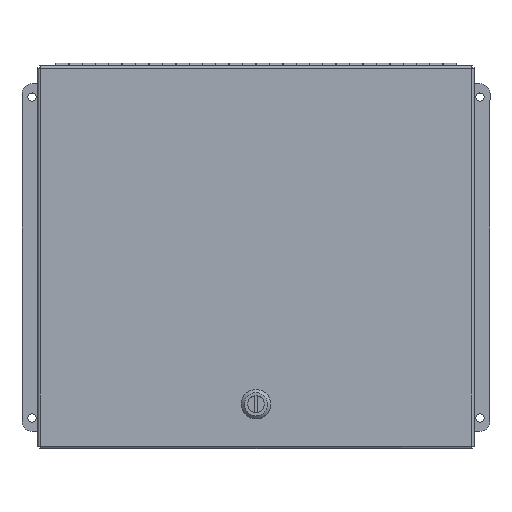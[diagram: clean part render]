
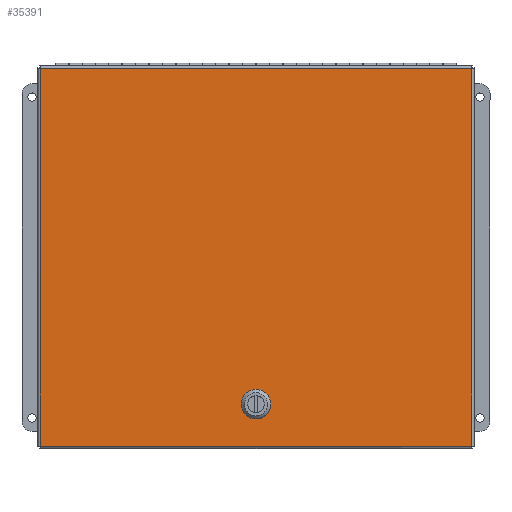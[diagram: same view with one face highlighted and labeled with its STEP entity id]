
A CAD part, top view. The second image highlights one B-rep face of the part: STEP entity #35391.
In plain terms, the highlighted planar face has unit normal (0, 0, 1).
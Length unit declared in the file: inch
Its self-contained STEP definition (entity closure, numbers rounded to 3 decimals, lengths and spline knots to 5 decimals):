
#495 = CARTESIAN_POINT ( 'NONE',  ( 4.06175, -10.06065, 3.3425 ) ) ;
#567 = DIRECTION ( 'NONE',  ( 0., -1., 0. ) ) ;
#1308 = VERTEX_POINT ( 'NONE', #15083 ) ;
#1813 = ORIENTED_EDGE ( 'NONE', *, *, #3935, .F. ) ;
#2317 = CARTESIAN_POINT ( 'NONE',  ( -4.20616, -8.0939, 3.3425 ) ) ;
#2694 = DIRECTION ( 'NONE',  ( 0., 0., -1. ) ) ;
#3295 = CARTESIAN_POINT ( 'NONE',  ( -4., -2.9989, 3.3425 ) ) ;
#3545 = CIRCLE ( 'NONE', #14875, 0.45 ) ;
#3665 = CARTESIAN_POINT ( 'NONE',  ( -4., -8.4939, 3.3425 ) ) ;
#3799 = EDGE_CURVE ( 'NONE', #1308, #43565, #33757, .T. ) ;
#3935 = EDGE_CURVE ( 'NONE', #29255, #7796, #43990, .T. ) ;
#4458 = EDGE_CURVE ( 'NONE', #38190, #29255, #9659, .T. ) ;
#4516 = CARTESIAN_POINT ( 'NONE',  ( -4.20616, -8.0939, 3.3425 ) ) ;
#4767 = CARTESIAN_POINT ( 'NONE',  ( -4.4, -8.70006, 3.3425 ) ) ;
#5117 = EDGE_CURVE ( 'NONE', #7796, #19016, #36750, .T. ) ;
#5515 = VECTOR ( 'NONE', #36564, 39.37008 ) ;
#6132 = EDGE_CURVE ( 'NONE', #43565, #27489, #12949, .T. ) ;
#6650 = ORIENTED_EDGE ( 'NONE', *, *, #5117, .F. ) ;
#6740 = EDGE_CURVE ( 'NONE', #11450, #13750, #16635, .T. ) ;
#6788 = CARTESIAN_POINT ( 'NONE',  ( -3.79384, -8.8939, 3.3425 ) ) ;
#7329 = CARTESIAN_POINT ( 'NONE',  ( 4.06175, 4.06285, 3.3425 ) ) ;
#7342 = ORIENTED_EDGE ( 'NONE', *, *, #6740, .T. ) ;
#7796 = VERTEX_POINT ( 'NONE', #7329 ) ;
#8036 = DIRECTION ( 'NONE',  ( 0., 0., -1. ) ) ;
#8308 = ORIENTED_EDGE ( 'NONE', *, *, #3799, .T. ) ;
#8638 = ORIENTED_EDGE ( 'NONE', *, *, #4458, .F. ) ;
#8765 = ORIENTED_EDGE ( 'NONE', *, *, #41034, .T. ) ;
#9225 = FACE_BOUND ( 'NONE', #31818, .T. ) ;
#9387 = CARTESIAN_POINT ( 'NONE',  ( -3.79384, -8.8939, 3.3425 ) ) ;
#9659 = LINE ( 'NONE', #44339, #40706 ) ;
#9996 = DIRECTION ( 'NONE',  ( 0., -1., 0. ) ) ;
#10602 = CARTESIAN_POINT ( 'NONE',  ( 4.06175, -2.9989, 3.3425 ) ) ;
#10964 = VERTEX_POINT ( 'NONE', #44798 ) ;
#11229 = ORIENTED_EDGE ( 'NONE', *, *, #6132, .T. ) ;
#11450 = VERTEX_POINT ( 'NONE', #13067 ) ;
#11513 = EDGE_CURVE ( 'NONE', #43079, #11450, #17923, .T. ) ;
#12262 = DIRECTION ( 'NONE',  ( -1., 0., 0. ) ) ;
#12500 = VECTOR ( 'NONE', #12262, 39.37008 ) ;
#12949 = LINE ( 'NONE', #4516, #13512 ) ;
#13067 = CARTESIAN_POINT ( 'NONE',  ( -4.20616, -8.8939, 3.3425 ) ) ;
#13387 = VERTEX_POINT ( 'NONE', #24585 ) ;
#13512 = VECTOR ( 'NONE', #15095, 39.37008 ) ;
#13718 = ORIENTED_EDGE ( 'NONE', *, *, #36280, .T. ) ;
#13750 = VERTEX_POINT ( 'NONE', #4767 ) ;
#13776 = LINE ( 'NONE', #18029, #28548 ) ;
#13812 = CARTESIAN_POINT ( 'NONE',  ( -4., 4.06285, 3.3425 ) ) ;
#14502 = EDGE_LOOP ( 'NONE', ( #6650, #1813, #8638, #45129 ) ) ;
#14875 = AXIS2_PLACEMENT_3D ( 'NONE', #22511, #8036, #18511 ) ;
#15083 = CARTESIAN_POINT ( 'NONE',  ( -4.4, -8.28774, 3.3425 ) ) ;
#15095 = DIRECTION ( 'NONE',  ( 1., 0., 0. ) ) ;
#15886 = LINE ( 'NONE', #38679, #39386 ) ;
#16114 = AXIS2_PLACEMENT_3D ( 'NONE', #26013, #18792, #29487 ) ;
#16635 = CIRCLE ( 'NONE', #32953, 0.45 ) ;
#16861 = ORIENTED_EDGE ( 'NONE', *, *, #11513, .T. ) ;
#16907 = LINE ( 'NONE', #33836, #5515 ) ;
#17540 = DIRECTION ( 'NONE',  ( 0., -1., 0. ) ) ;
#17741 = AXIS2_PLACEMENT_3D ( 'NONE', #3295, #23846, #20931 ) ;
#17923 = LINE ( 'NONE', #9387, #12500 ) ;
#18029 = CARTESIAN_POINT ( 'NONE',  ( -4., -10.06065, 3.3425 ) ) ;
#18511 = DIRECTION ( 'NONE',  ( 0., -1., 0. ) ) ;
#18792 = DIRECTION ( 'NONE',  ( 0., 0., -1. ) ) ;
#19016 = VERTEX_POINT ( 'NONE', #495 ) ;
#20331 = PLANE ( 'NONE',  #17741 ) ;
#20931 = DIRECTION ( 'NONE',  ( 0., -1., 0. ) ) ;
#21263 = DIRECTION ( 'NONE',  ( -1., 0., 0. ) ) ;
#22511 = CARTESIAN_POINT ( 'NONE',  ( -4., -8.4939, 3.3425 ) ) ;
#23128 = VECTOR ( 'NONE', #17540, 39.37008 ) ;
#23276 = DIRECTION ( 'NONE',  ( 0., 0., -1. ) ) ;
#23846 = DIRECTION ( 'NONE',  ( 0., 0., -1. ) ) ;
#24585 = CARTESIAN_POINT ( 'NONE',  ( -3.6, -8.70006, 3.3425 ) ) ;
#26013 = CARTESIAN_POINT ( 'NONE',  ( -4., -8.4939, 3.3425 ) ) ;
#26296 = EDGE_CURVE ( 'NONE', #13387, #43079, #3545, .T. ) ;
#26586 = DIRECTION ( 'NONE',  ( 0., 1., 0. ) ) ;
#27283 = DIRECTION ( 'NONE',  ( 0., -1., 0. ) ) ;
#27489 = VERTEX_POINT ( 'NONE', #42290 ) ;
#28548 = VECTOR ( 'NONE', #21263, 39.37008 ) ;
#29146 = CARTESIAN_POINT ( 'NONE',  ( -12.06175, -10.06065, 3.3425 ) ) ;
#29255 = VERTEX_POINT ( 'NONE', #42916 ) ;
#29487 = DIRECTION ( 'NONE',  ( 0., -1., 0. ) ) ;
#30765 = EDGE_CURVE ( 'NONE', #10964, #13387, #15886, .T. ) ;
#31818 = EDGE_LOOP ( 'NONE', ( #11229, #8765, #40519, #41728, #16861, #7342, #13718, #8308 ) ) ;
#32690 = FACE_OUTER_BOUND ( 'NONE', #14502, .T. ) ;
#32953 = AXIS2_PLACEMENT_3D ( 'NONE', #44376, #2694, #9996 ) ;
#33185 = VECTOR ( 'NONE', #38232, 39.37008 ) ;
#33757 = CIRCLE ( 'NONE', #16114, 0.45 ) ;
#33836 = CARTESIAN_POINT ( 'NONE',  ( -4.4, -8.70006, 3.3425 ) ) ;
#35391 = ADVANCED_FACE ( 'NONE', ( #9225, #32690 ), #20331, .F. ) ;
#36280 = EDGE_CURVE ( 'NONE', #13750, #1308, #16907, .T. ) ;
#36564 = DIRECTION ( 'NONE',  ( 0., 1., 0. ) ) ;
#36750 = LINE ( 'NONE', #10602, #23128 ) ;
#38190 = VERTEX_POINT ( 'NONE', #29146 ) ;
#38232 = DIRECTION ( 'NONE',  ( 1., 0., 0. ) ) ;
#38679 = CARTESIAN_POINT ( 'NONE',  ( -3.6, -8.28774, 3.3425 ) ) ;
#39173 = CIRCLE ( 'NONE', #44938, 0.45 ) ;
#39386 = VECTOR ( 'NONE', #567, 39.37008 ) ;
#40519 = ORIENTED_EDGE ( 'NONE', *, *, #30765, .T. ) ;
#40706 = VECTOR ( 'NONE', #26586, 39.37008 ) ;
#41034 = EDGE_CURVE ( 'NONE', #27489, #10964, #39173, .T. ) ;
#41728 = ORIENTED_EDGE ( 'NONE', *, *, #26296, .T. ) ;
#42290 = CARTESIAN_POINT ( 'NONE',  ( -3.79384, -8.0939, 3.3425 ) ) ;
#42535 = EDGE_CURVE ( 'NONE', #19016, #38190, #13776, .T. ) ;
#42916 = CARTESIAN_POINT ( 'NONE',  ( -12.06175, 4.06285, 3.3425 ) ) ;
#43079 = VERTEX_POINT ( 'NONE', #6788 ) ;
#43565 = VERTEX_POINT ( 'NONE', #2317 ) ;
#43990 = LINE ( 'NONE', #13812, #33185 ) ;
#44339 = CARTESIAN_POINT ( 'NONE',  ( -12.06175, -2.9989, 3.3425 ) ) ;
#44376 = CARTESIAN_POINT ( 'NONE',  ( -4., -8.4939, 3.3425 ) ) ;
#44798 = CARTESIAN_POINT ( 'NONE',  ( -3.6, -8.28774, 3.3425 ) ) ;
#44938 = AXIS2_PLACEMENT_3D ( 'NONE', #3665, #23276, #27283 ) ;
#45129 = ORIENTED_EDGE ( 'NONE', *, *, #42535, .F. ) ;
